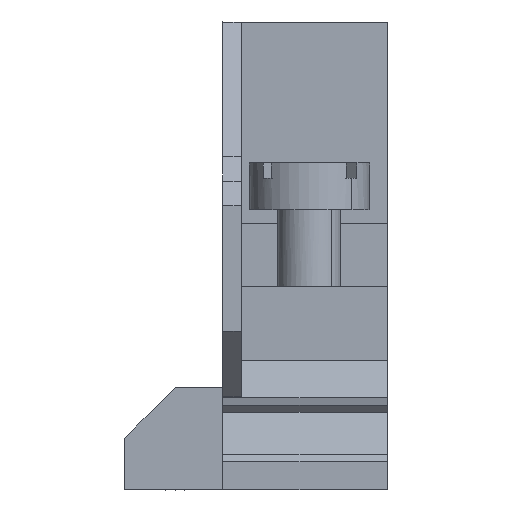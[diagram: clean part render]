
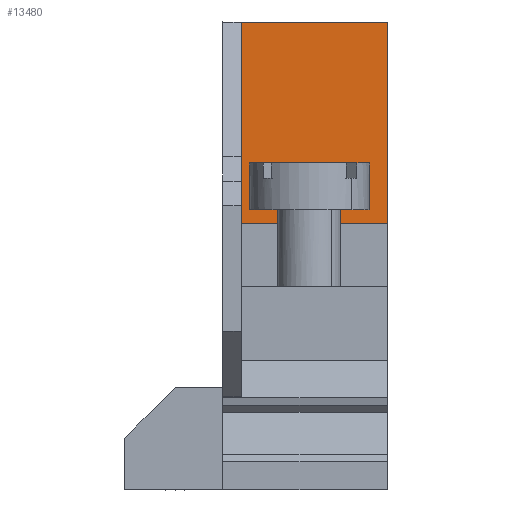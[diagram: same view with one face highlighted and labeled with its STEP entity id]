
A CAD part, front view. The second image highlights one B-rep face of the part: STEP entity #13480.
In plain terms, the highlighted face is planar.
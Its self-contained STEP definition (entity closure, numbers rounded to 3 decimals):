
#4360=CARTESIAN_POINT('',(-163.851,3.,
0.953));
#4370=DIRECTION('',(0.,1.,
0.));
#4380=VECTOR('',#4370,1.);
#4390=LINE('',#4360,#4380);
#4400=CARTESIAN_POINT('',(-163.848,210.2,
0.95));
#4410=VERTEX_POINT('',#4400);
#4420=CARTESIAN_POINT('',(-163.848,226.1,
0.949));
#4430=VERTEX_POINT('',#4420);
#4440=EDGE_CURVE('',#4410,#4430,#4390,.T.);
#13180=CARTESIAN_POINT('',(-163.848,210.2,
12.225));
#13190=DIRECTION('',(-1.,0.,
0.));
#13200=DIRECTION('',(0.,1.,
0.));
#13210=AXIS2_PLACEMENT_3D('',#13180,#13190,#13200);
#13220=PLANE('',#13210);
#13230=CARTESIAN_POINT('',(-163.848,226.1,
-0.001));
#13240=DIRECTION('',(0.,0.,
-1.));
#13250=VECTOR('',#13240,1.);
#13260=LINE('',#13230,#13250);
#13270=CARTESIAN_POINT('',(-163.848,226.1,
12.499));
#13280=VERTEX_POINT('',#13270);
#13290=EDGE_CURVE('',#13280,#4430,#13260,.T.);
#13300=ORIENTED_EDGE('',*,*,#13290,.T.);
#13310=CARTESIAN_POINT('',(-163.848,210.2,
12.5));
#13320=DIRECTION('',(0.,1.,
0.));
#13330=VECTOR('',#13320,1.);
#13340=LINE('',#13310,#13330);
#13350=CARTESIAN_POINT('',(-163.848,210.2,
12.5));
#13360=VERTEX_POINT('',#13350);
#13370=EDGE_CURVE('',#13360,#13280,#13340,.T.);
#13380=ORIENTED_EDGE('',*,*,#13370,.T.);
#13390=CARTESIAN_POINT('',(-163.848,210.2,
0.));
#13400=DIRECTION('',(0.,0.,
1.));
#13410=VECTOR('',#13400,1.);
#13420=LINE('',#13390,#13410);
#13430=EDGE_CURVE('',#4410,#13360,#13420,.T.);
#13440=ORIENTED_EDGE('',*,*,#13430,.T.);
#13450=ORIENTED_EDGE('',*,*,#4440,.F.);
#13460=EDGE_LOOP('',(#13450,#13440,#13380,#13300));
#13470=FACE_OUTER_BOUND('',#13460,.T.);
#13480=ADVANCED_FACE('',(#13470),#13220,.T.);
